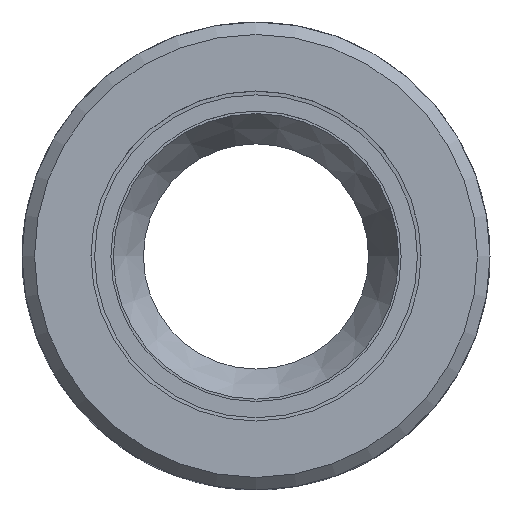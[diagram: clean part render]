
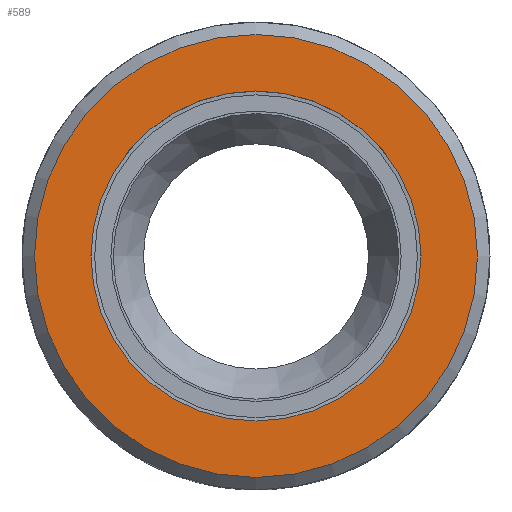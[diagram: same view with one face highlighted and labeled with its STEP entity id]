
A CAD part, top view. The second image highlights one B-rep face of the part: STEP entity #589.
In plain terms, the highlighted planar face has unit normal (0, 0, 1).
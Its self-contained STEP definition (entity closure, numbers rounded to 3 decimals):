
#46=CIRCLE('',#629,8.85);
#49=CIRCLE('',#634,6.594);
#85=ORIENTED_EDGE('',*,*,#177,.T.);
#86=ORIENTED_EDGE('',*,*,#174,.T.);
#174=EDGE_CURVE('',#224,#224,#46,.T.);
#177=EDGE_CURVE('',#227,#227,#49,.T.);
#224=VERTEX_POINT('',#822);
#227=VERTEX_POINT('',#830);
#308=EDGE_LOOP('',(#85));
#309=EDGE_LOOP('',(#86));
#350=FACE_BOUND('',#308,.T.);
#351=FACE_BOUND('',#309,.T.);
#373=PLANE('',#635);
#589=ADVANCED_FACE('',(#350,#351),#373,.T.);
#629=AXIS2_PLACEMENT_3D('',#821,#704,#705);
#634=AXIS2_PLACEMENT_3D('',#829,#714,#715);
#635=AXIS2_PLACEMENT_3D('',#831,#716,#717);
#704=DIRECTION('',(0.,0.,1.));
#705=DIRECTION('',(1.,0.,0.));
#714=DIRECTION('',(0.,0.,-1.));
#715=DIRECTION('',(1.,0.,0.));
#716=DIRECTION('',(0.,0.,1.));
#717=DIRECTION('',(1.,0.,0.));
#821=CARTESIAN_POINT('',(0.,0.,11.3));
#822=CARTESIAN_POINT('',(8.85,0.,11.3));
#829=CARTESIAN_POINT('',(0.,0.,11.3));
#830=CARTESIAN_POINT('',(6.594,0.,11.3));
#831=CARTESIAN_POINT('',(0.,0.,11.3));
